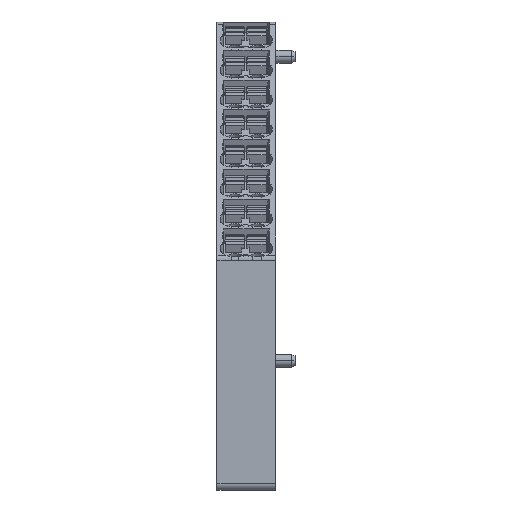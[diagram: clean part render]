
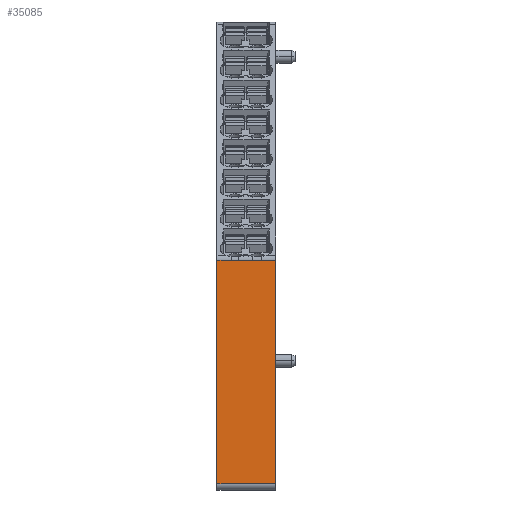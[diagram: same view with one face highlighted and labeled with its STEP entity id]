
A CAD part, front view. The second image highlights one B-rep face of the part: STEP entity #35085.
In plain terms, the highlighted planar face has unit normal (0, -1, 0).
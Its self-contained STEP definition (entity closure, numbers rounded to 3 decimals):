
#35065=AXIS2_PLACEMENT_3D('Plane Axis2P3D',#35062,#35063,#35064) ;
#27821=CARTESIAN_POINT('Vertex',(0.,0.,1.)) ;
#27824=CARTESIAN_POINT('Line Origine',(0.,0.,18.449)) ;
#27828=CARTESIAN_POINT('Vertex',(0.,0.,35.897)) ;
#34980=CARTESIAN_POINT('Line Origine',(4.6,0.,35.897)) ;
#34984=CARTESIAN_POINT('Vertex',(9.2,0.,35.897)) ;
#35062=CARTESIAN_POINT('Axis2P3D Location',(0.,0.,36.4)) ;
#35067=CARTESIAN_POINT('Line Origine',(4.6,0.,1.)) ;
#35071=CARTESIAN_POINT('Vertex',(9.2,0.,1.)) ;
#35074=CARTESIAN_POINT('Line Origine',(9.2,0.,18.449)) ;
#27825=DIRECTION('Vector Direction',(0.,0.,-1.)) ;
#34981=DIRECTION('Vector Direction',(-1.,0.,0.)) ;
#35063=DIRECTION('Axis2P3D Direction',(0.,-1.,0.)) ;
#35064=DIRECTION('Axis2P3D XDirection',(0.,0.,-1.)) ;
#35068=DIRECTION('Vector Direction',(1.,0.,0.)) ;
#35075=DIRECTION('Vector Direction',(0.,0.,-1.)) ;
#27826=VECTOR('Line Direction',#27825,1.) ;
#34982=VECTOR('Line Direction',#34981,1.) ;
#35069=VECTOR('Line Direction',#35068,1.) ;
#35076=VECTOR('Line Direction',#35075,1.) ;
#35080=ORIENTED_EDGE('',*,*,#27830,.F.) ;
#35081=ORIENTED_EDGE('',*,*,#35073,.T.) ;
#35082=ORIENTED_EDGE('',*,*,#35078,.T.) ;
#35083=ORIENTED_EDGE('',*,*,#34986,.F.) ;
#35085=ADVANCED_FACE('KLTR_PRV8-35X15',(#35084),#35066,.T.) ;
#27830=EDGE_CURVE('',#27822,#27829,#27827,.F.) ;
#34986=EDGE_CURVE('',#27829,#34985,#34983,.F.) ;
#35073=EDGE_CURVE('',#27822,#35072,#35070,.T.) ;
#35078=EDGE_CURVE('',#35072,#34985,#35077,.F.) ;
#35079=EDGE_LOOP('',(#35080,#35081,#35082,#35083)) ;
#35084=FACE_OUTER_BOUND('',#35079,.T.) ;
#27827=LINE('Line',#27824,#27826) ;
#34983=LINE('Line',#34980,#34982) ;
#35070=LINE('Line',#35067,#35069) ;
#35077=LINE('Line',#35074,#35076) ;
#35066=PLANE('',#35065) ;
#27822=VERTEX_POINT('',#27821) ;
#27829=VERTEX_POINT('',#27828) ;
#34985=VERTEX_POINT('',#34984) ;
#35072=VERTEX_POINT('',#35071) ;
